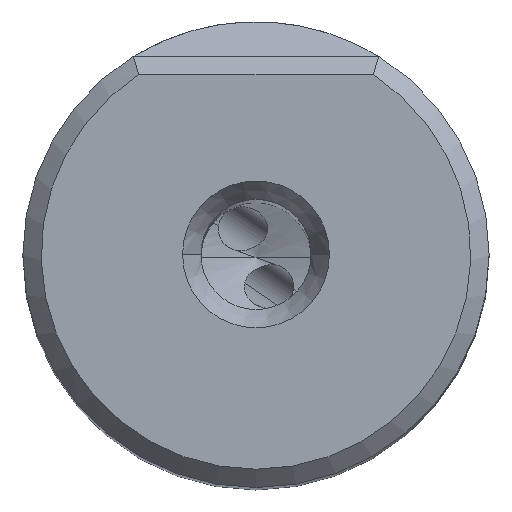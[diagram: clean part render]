
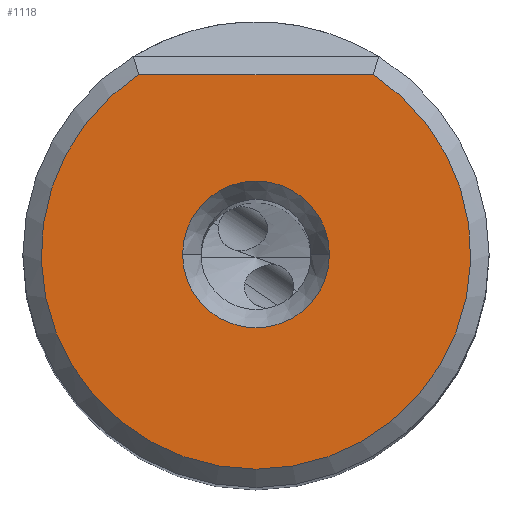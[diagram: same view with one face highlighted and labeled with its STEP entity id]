
A CAD part, top view. The second image highlights one B-rep face of the part: STEP entity #1118.
In plain terms, the highlighted planar face has unit normal (0, 0, 1).
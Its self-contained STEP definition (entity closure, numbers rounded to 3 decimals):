
#181=FACE_BOUND('',#1692,.T.);
#182=FACE_BOUND('',#1693,.T.);
#303=LINE('',#14438,#488);
#488=VECTOR('',#5884,1.);
#1118=ADVANCED_FACE('',(#181,#182),#1259,.T.);
#1259=PLANE('',#5006);
#1692=EDGE_LOOP('',(#2782,#2783,#2784));
#1693=EDGE_LOOP('',(#2785,#2786));
#2782=ORIENTED_EDGE('',*,*,#4218,.F.);
#2783=ORIENTED_EDGE('',*,*,#4219,.F.);
#2784=ORIENTED_EDGE('',*,*,#4220,.T.);
#2785=ORIENTED_EDGE('',*,*,#4217,.F.);
#2786=ORIENTED_EDGE('',*,*,#4221,.F.);
#3575=VERTEX_POINT('',#14428);
#3576=VERTEX_POINT('',#14430);
#3577=VERTEX_POINT('',#14434);
#3578=VERTEX_POINT('',#14435);
#3579=VERTEX_POINT('',#14437);
#4217=EDGE_CURVE('',#3576,#3575,#4514,.T.);
#4218=EDGE_CURVE('',#3577,#3578,#4515,.T.);
#4219=EDGE_CURVE('',#3579,#3577,#4516,.T.);
#4220=EDGE_CURVE('',#3579,#3578,#303,.T.);
#4221=EDGE_CURVE('',#3575,#3576,#4517,.T.);
#4514=CIRCLE('',#5001,4.);
#4515=CIRCLE('',#5003,11.7);
#4516=CIRCLE('',#5004,11.7);
#4517=CIRCLE('',#5005,4.);
#5001=AXIS2_PLACEMENT_3D('',#14431,#5876,#5877);
#5003=AXIS2_PLACEMENT_3D('',#14433,#5880,#5881);
#5004=AXIS2_PLACEMENT_3D('',#14436,#5882,#5883);
#5005=AXIS2_PLACEMENT_3D('',#14439,#5885,#5886);
#5006=AXIS2_PLACEMENT_3D('',#14440,#5887,#5888);
#5876=DIRECTION('',(0.,0.,1.));
#5877=DIRECTION('',(-1.,0.,0.));
#5880=DIRECTION('',(0.,0.,-1.));
#5881=DIRECTION('',(0.,-1.,0.));
#5882=DIRECTION('',(0.,0.,-1.));
#5883=DIRECTION('',(0.546,0.838,0.));
#5884=DIRECTION('',(-1.,0.,0.));
#5885=DIRECTION('',(0.,0.,1.));
#5886=DIRECTION('',(1.,0.,0.));
#5887=DIRECTION('',(0.,0.,1.));
#5888=DIRECTION('',(-1.,0.,0.));
#14428=CARTESIAN_POINT('',(4.,0.,0.));
#14430=CARTESIAN_POINT('',(-4.,0.,0.));
#14431=CARTESIAN_POINT('',(0.,0.,0.));
#14433=CARTESIAN_POINT('',(0.,0.,0.));
#14434=CARTESIAN_POINT('',(0.,-11.7,0.));
#14435=CARTESIAN_POINT('',(-6.391,9.8,0.));
#14436=CARTESIAN_POINT('',(0.,0.,0.));
#14437=CARTESIAN_POINT('',(6.391,9.8,0.));
#14438=CARTESIAN_POINT('',(6.391,9.8,0.));
#14439=CARTESIAN_POINT('',(0.,0.,0.));
#14440=CARTESIAN_POINT('',(0.,-0.95,0.));
